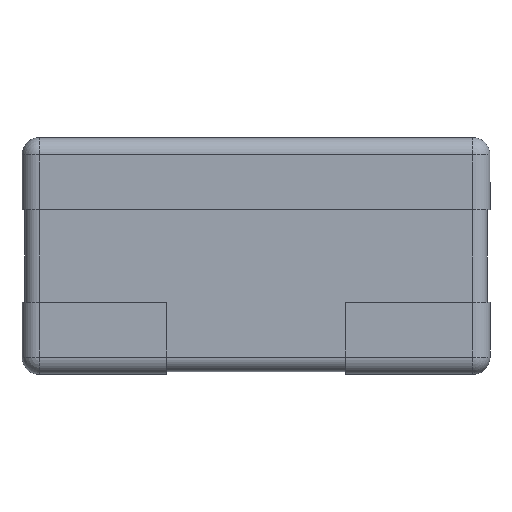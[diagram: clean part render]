
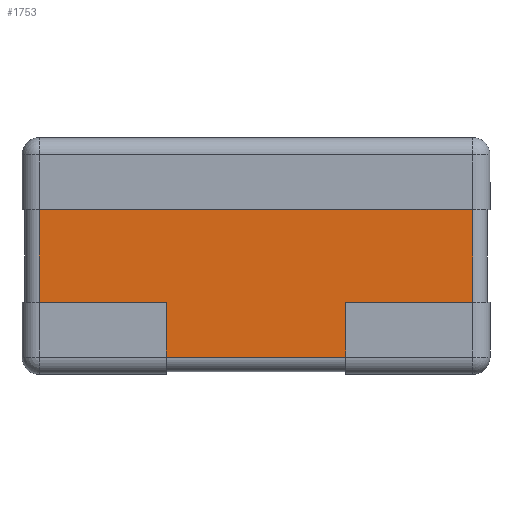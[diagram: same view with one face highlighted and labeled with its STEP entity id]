
A CAD part, front view. The second image highlights one B-rep face of the part: STEP entity #1753.
In plain terms, the highlighted planar face has unit normal (0, -1, 0).
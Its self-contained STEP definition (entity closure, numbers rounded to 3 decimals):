
#210 = VERTEX_POINT ( 'NONE', #2650 ) ;
#280 = CARTESIAN_POINT ( 'NONE',  ( -0.81, 0., 0.16 ) ) ;
#322 = LINE ( 'NONE', #958, #1019 ) ;
#371 = CARTESIAN_POINT ( 'NONE',  ( -0.31, 0., -0.16 ) ) ;
#868 = CARTESIAN_POINT ( 'NONE',  ( -0.75, 0., -0.16 ) ) ;
#886 = CARTESIAN_POINT ( 'NONE',  ( 0.75, 0., 0. ) ) ;
#958 = CARTESIAN_POINT ( 'NONE',  ( -0.31, 0., -0.41 ) ) ;
#1001 = VERTEX_POINT ( 'NONE', #4786 ) ;
#1016 = EDGE_LOOP ( 'NONE', ( #1620, #4950, #2790, #5305, #4366, #3990, #5730, #3215 ) ) ;
#1019 = VECTOR ( 'NONE', #2940, 1000. ) ;
#1408 = EDGE_CURVE ( 'NONE', #2777, #1604, #322, .T. ) ;
#1459 = VECTOR ( 'NONE', #2763, 1000. ) ;
#1473 = VERTEX_POINT ( 'NONE', #4178 ) ;
#1498 = DIRECTION ( 'NONE',  ( 0., 0., 1. ) ) ;
#1578 = AXIS2_PLACEMENT_3D ( 'NONE', #5049, #2567, #1498 ) ;
#1604 = VERTEX_POINT ( 'NONE', #371 ) ;
#1620 = ORIENTED_EDGE ( 'NONE', *, *, #1408, .F. ) ;
#1753 = ADVANCED_FACE ( 'NONE', ( #4948 ), #5957, .F. ) ;
#1757 = CARTESIAN_POINT ( 'NONE',  ( -0.81, 0., -0.16 ) ) ;
#2016 = VECTOR ( 'NONE', #3629, 1000. ) ;
#2260 = EDGE_CURVE ( 'NONE', #2375, #1473, #6191, .T. ) ;
#2269 = CARTESIAN_POINT ( 'NONE',  ( 0., 0., -0.35 ) ) ;
#2375 = VERTEX_POINT ( 'NONE', #4815 ) ;
#2567 = DIRECTION ( 'NONE',  ( 0., 1., 0. ) ) ;
#2650 = CARTESIAN_POINT ( 'NONE',  ( 0.75, 0., 0.16 ) ) ;
#2763 = DIRECTION ( 'NONE',  ( 1., 0., 0. ) ) ;
#2777 = VERTEX_POINT ( 'NONE', #6217 ) ;
#2790 = ORIENTED_EDGE ( 'NONE', *, *, #4568, .F. ) ;
#2940 = DIRECTION ( 'NONE',  ( 0., 0., 1. ) ) ;
#2947 = VECTOR ( 'NONE', #3608, 1000. ) ;
#3020 = DIRECTION ( 'NONE',  ( 0., 0., -1. ) ) ;
#3038 = EDGE_CURVE ( 'NONE', #5426, #210, #4182, .T. ) ;
#3146 = EDGE_CURVE ( 'NONE', #2375, #210, #4313, .T. ) ;
#3215 = ORIENTED_EDGE ( 'NONE', *, *, #4048, .F. ) ;
#3540 = LINE ( 'NONE', #4060, #6302 ) ;
#3608 = DIRECTION ( 'NONE',  ( -1., 0., 0. ) ) ;
#3629 = DIRECTION ( 'NONE',  ( 0., 0., -1. ) ) ;
#3647 = CARTESIAN_POINT ( 'NONE',  ( -0.75, 0., 0.16 ) ) ;
#3696 = DIRECTION ( 'NONE',  ( 1., 0., 0. ) ) ;
#3797 = VECTOR ( 'NONE', #3696, 1000. ) ;
#3870 = VECTOR ( 'NONE', #4231, 1000. ) ;
#3887 = DIRECTION ( 'NONE',  ( 0., 0., 1. ) ) ;
#3990 = ORIENTED_EDGE ( 'NONE', *, *, #3038, .F. ) ;
#4048 = EDGE_CURVE ( 'NONE', #1604, #5105, #5238, .T. ) ;
#4060 = CARTESIAN_POINT ( 'NONE',  ( 0.31, 0., -0.41 ) ) ;
#4136 = EDGE_CURVE ( 'NONE', #5426, #5105, #6078, .T. ) ;
#4178 = CARTESIAN_POINT ( 'NONE',  ( 0.31, 0., -0.16 ) ) ;
#4182 = LINE ( 'NONE', #280, #3797 ) ;
#4231 = DIRECTION ( 'NONE',  ( -1., 0., 0. ) ) ;
#4313 = LINE ( 'NONE', #886, #6196 ) ;
#4366 = ORIENTED_EDGE ( 'NONE', *, *, #3146, .T. ) ;
#4568 = EDGE_CURVE ( 'NONE', #1473, #1001, #3540, .T. ) ;
#4772 = LINE ( 'NONE', #2269, #1459 ) ;
#4786 = CARTESIAN_POINT ( 'NONE',  ( 0.31, 0., -0.35 ) ) ;
#4815 = CARTESIAN_POINT ( 'NONE',  ( 0.75, 0., -0.16 ) ) ;
#4948 = FACE_OUTER_BOUND ( 'NONE', #1016, .T. ) ;
#4950 = ORIENTED_EDGE ( 'NONE', *, *, #5338, .T. ) ;
#5049 = CARTESIAN_POINT ( 'NONE',  ( 0., 0., 0. ) ) ;
#5103 = CARTESIAN_POINT ( 'NONE',  ( 0.81, 0., -0.16 ) ) ;
#5105 = VERTEX_POINT ( 'NONE', #868 ) ;
#5238 = LINE ( 'NONE', #1757, #2947 ) ;
#5305 = ORIENTED_EDGE ( 'NONE', *, *, #2260, .F. ) ;
#5338 = EDGE_CURVE ( 'NONE', #2777, #1001, #4772, .T. ) ;
#5426 = VERTEX_POINT ( 'NONE', #3647 ) ;
#5730 = ORIENTED_EDGE ( 'NONE', *, *, #4136, .T. ) ;
#5957 = PLANE ( 'NONE',  #1578 ) ;
#6002 = CARTESIAN_POINT ( 'NONE',  ( -0.75, 0., 0. ) ) ;
#6078 = LINE ( 'NONE', #6002, #2016 ) ;
#6191 = LINE ( 'NONE', #5103, #3870 ) ;
#6196 = VECTOR ( 'NONE', #3887, 1000. ) ;
#6217 = CARTESIAN_POINT ( 'NONE',  ( -0.31, 0., -0.35 ) ) ;
#6302 = VECTOR ( 'NONE', #3020, 1000. ) ;
